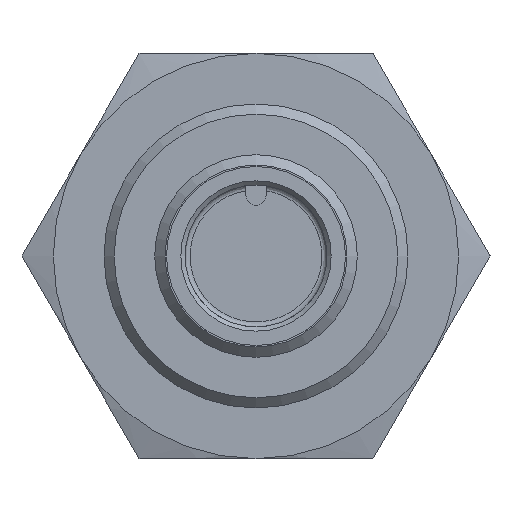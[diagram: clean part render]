
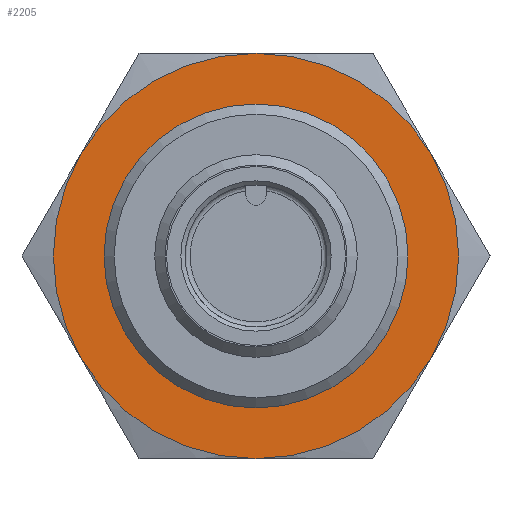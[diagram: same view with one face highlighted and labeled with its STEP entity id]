
A CAD part, left-side view. The second image highlights one B-rep face of the part: STEP entity #2205.
In plain terms, the highlighted planar face has unit normal (-1, 0, 0).
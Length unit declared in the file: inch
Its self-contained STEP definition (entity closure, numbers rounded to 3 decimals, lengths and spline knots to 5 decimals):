
#4 = DIRECTION ( 'NONE',  ( -1., 0., 0. ) ) ;
#25 = DIRECTION ( 'NONE',  ( 0., 0., -1. ) ) ;
#33 = CARTESIAN_POINT ( 'NONE',  ( 1.51575, 0., 0.47244 ) ) ;
#47 = ORIENTED_EDGE ( 'NONE', *, *, #82, .T. ) ;
#53 = CARTESIAN_POINT ( 'NONE',  ( 1.51575, 0., 0. ) ) ;
#82 = EDGE_CURVE ( 'NONE', #2232, #3678, #364, .T. ) ;
#123 = CARTESIAN_POINT ( 'NONE',  ( 1.51575, -0.40915, 0.23622 ) ) ;
#364 = CIRCLE ( 'NONE', #3459, 0.47244 ) ;
#374 = CARTESIAN_POINT ( 'NONE',  ( 1.51575, 0.40915, 0.23622 ) ) ;
#383 = CARTESIAN_POINT ( 'NONE',  ( 1.51575, 0., 0. ) ) ;
#548 = AXIS2_PLACEMENT_3D ( 'NONE', #3385, #1566, #1278 ) ;
#561 = CARTESIAN_POINT ( 'NONE',  ( 1.51575, 0., 0. ) ) ;
#650 = DIRECTION ( 'NONE',  ( -1., 0., 0. ) ) ;
#746 = AXIS2_PLACEMENT_3D ( 'NONE', #3860, #2050, #2697 ) ;
#824 = CIRCLE ( 'NONE', #3734, 0.47244 ) ;
#839 = EDGE_CURVE ( 'NONE', #1412, #3752, #1188, .T. ) ;
#849 = DIRECTION ( 'NONE',  ( 0., 0., -1. ) ) ;
#865 = ORIENTED_EDGE ( 'NONE', *, *, #3380, .T. ) ;
#1030 = EDGE_CURVE ( 'NONE', #3752, #2373, #2949, .T. ) ;
#1188 = CIRCLE ( 'NONE', #746, 0.47244 ) ;
#1260 = DIRECTION ( 'NONE',  ( 0., 0., -1. ) ) ;
#1278 = DIRECTION ( 'NONE',  ( 0., 0., -1. ) ) ;
#1412 = VERTEX_POINT ( 'NONE', #33 ) ;
#1453 = AXIS2_PLACEMENT_3D ( 'NONE', #3883, #4, #2720 ) ;
#1566 = DIRECTION ( 'NONE',  ( -1., 0., 0. ) ) ;
#1568 = CARTESIAN_POINT ( 'NONE',  ( 1.51575, 0.23622, 0. ) ) ;
#1571 = AXIS2_PLACEMENT_3D ( 'NONE', #1863, #3381, #3051 ) ;
#1574 = CARTESIAN_POINT ( 'NONE',  ( 1.51575, 0., -0.47244 ) ) ;
#1752 = ORIENTED_EDGE ( 'NONE', *, *, #1030, .T. ) ;
#1863 = CARTESIAN_POINT ( 'NONE',  ( 1.51575, 0., 0. ) ) ;
#2050 = DIRECTION ( 'NONE',  ( -1., 0., 0. ) ) ;
#2073 = EDGE_LOOP ( 'NONE', ( #2107 ) ) ;
#2107 = ORIENTED_EDGE ( 'NONE', *, *, #2665, .T. ) ;
#2139 = FACE_OUTER_BOUND ( 'NONE', #2461, .T. ) ;
#2205 = ADVANCED_FACE ( 'NONE', ( #2849, #2139 ), #3415, .T. ) ;
#2232 = VERTEX_POINT ( 'NONE', #2324 ) ;
#2255 = DIRECTION ( 'NONE',  ( -1., 0., 0. ) ) ;
#2324 = CARTESIAN_POINT ( 'NONE',  ( 1.51575, -0.40915, -0.23622 ) ) ;
#2340 = AXIS2_PLACEMENT_3D ( 'NONE', #1568, #2255, #3147 ) ;
#2373 = VERTEX_POINT ( 'NONE', #3757 ) ;
#2454 = EDGE_CURVE ( 'NONE', #3678, #1412, #2758, .T. ) ;
#2461 = EDGE_LOOP ( 'NONE', ( #865, #47, #2725, #3501, #1752, #2529 ) ) ;
#2529 = ORIENTED_EDGE ( 'NONE', *, *, #2657, .T. ) ;
#2640 = VERTEX_POINT ( 'NONE', #1574 ) ;
#2657 = EDGE_CURVE ( 'NONE', #2373, #2640, #3170, .T. ) ;
#2665 = EDGE_CURVE ( 'NONE', #2835, #2835, #3870, .T. ) ;
#2697 = DIRECTION ( 'NONE',  ( 0., 0., -1. ) ) ;
#2720 = DIRECTION ( 'NONE',  ( 0., 0., -1. ) ) ;
#2725 = ORIENTED_EDGE ( 'NONE', *, *, #2454, .T. ) ;
#2758 = CIRCLE ( 'NONE', #1453, 0.47244 ) ;
#2835 = VERTEX_POINT ( 'NONE', #3762 ) ;
#2849 = FACE_BOUND ( 'NONE', #2073, .T. ) ;
#2913 = DIRECTION ( 'NONE',  ( -1., 0., 0. ) ) ;
#2949 = CIRCLE ( 'NONE', #548, 0.47244 ) ;
#3051 = DIRECTION ( 'NONE',  ( 0., 0., 1. ) ) ;
#3147 = DIRECTION ( 'NONE',  ( 0., 0., 1. ) ) ;
#3170 = CIRCLE ( 'NONE', #3292, 0.47244 ) ;
#3292 = AXIS2_PLACEMENT_3D ( 'NONE', #383, #3653, #1260 ) ;
#3380 = EDGE_CURVE ( 'NONE', #2640, #2232, #824, .T. ) ;
#3381 = DIRECTION ( 'NONE',  ( 1., 0., 0. ) ) ;
#3385 = CARTESIAN_POINT ( 'NONE',  ( 1.51575, 0., 0. ) ) ;
#3415 = PLANE ( 'NONE',  #2340 ) ;
#3459 = AXIS2_PLACEMENT_3D ( 'NONE', #53, #650, #25 ) ;
#3501 = ORIENTED_EDGE ( 'NONE', *, *, #839, .T. ) ;
#3653 = DIRECTION ( 'NONE',  ( -1., 0., 0. ) ) ;
#3678 = VERTEX_POINT ( 'NONE', #123 ) ;
#3734 = AXIS2_PLACEMENT_3D ( 'NONE', #561, #2913, #849 ) ;
#3752 = VERTEX_POINT ( 'NONE', #374 ) ;
#3757 = CARTESIAN_POINT ( 'NONE',  ( 1.51575, 0.40915, -0.23622 ) ) ;
#3762 = CARTESIAN_POINT ( 'NONE',  ( 1.51575, 0., 0.35433 ) ) ;
#3860 = CARTESIAN_POINT ( 'NONE',  ( 1.51575, 0., 0. ) ) ;
#3870 = CIRCLE ( 'NONE', #1571, 0.35433 ) ;
#3883 = CARTESIAN_POINT ( 'NONE',  ( 1.51575, 0., 0. ) ) ;
